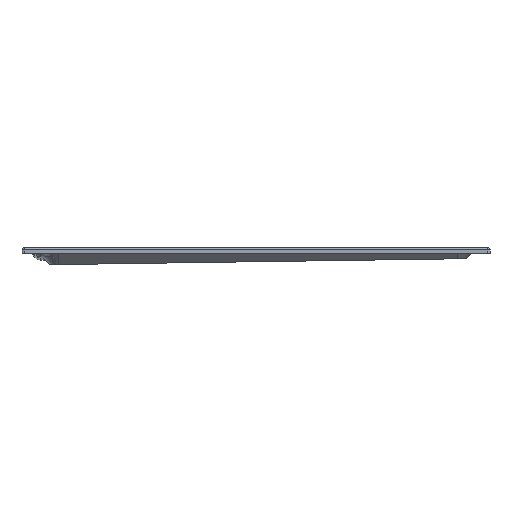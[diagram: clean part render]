
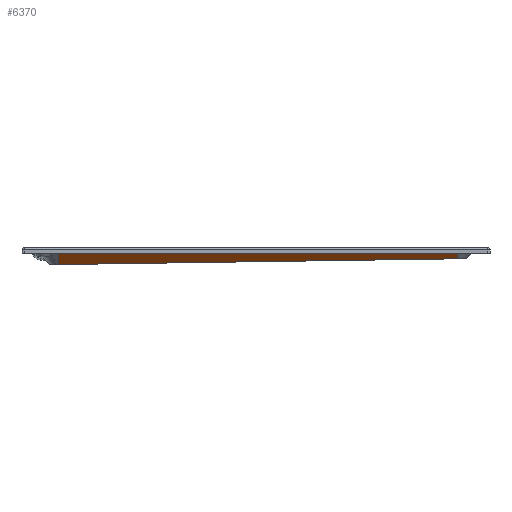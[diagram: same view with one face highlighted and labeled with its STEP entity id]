
A CAD part, front view. The second image highlights one B-rep face of the part: STEP entity #6370.
In plain terms, the highlighted face is planar.
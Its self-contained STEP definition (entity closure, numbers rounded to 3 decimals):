
#2159=CARTESIAN_POINT('',(-698.276,53.384,32.5));
#2160=VERTEX_POINT('',#2159);
#2161=CARTESIAN_POINT('',(-645.781,54.141,-20.0));
#2162=VERTEX_POINT('',#2161);
#2163=CARTESIAN_POINT('',(-645.781,54.141,-20.0));
#2164=DIRECTION('',(-0.707,-0.01,0.707));
#2165=VECTOR('',#2164,74.246);
#2166=LINE('',#2163,#2165);
#2167=EDGE_CURVE('',#2160,#2162,#2166,.F.);
#2591=CARTESIAN_POINT('',(-678.593,-1310.485,32.5));
#2592=VERTEX_POINT('',#2591);
#2593=CARTESIAN_POINT('',(-645.0,-1310.0,-1.096));
#2594=VERTEX_POINT('',#2593);
#2595=CARTESIAN_POINT('',(-645.0,-1310.0,-1.096));
#2596=DIRECTION('',(-0.707,-0.01,0.707));
#2597=VECTOR('',#2596,47.512);
#2598=LINE('',#2595,#2597);
#2599=EDGE_CURVE('',#2592,#2594,#2598,.F.);
#3653=CARTESIAN_POINT('',(-682.269,-1055.744,32.5));
#3654=VERTEX_POINT('',#3653);
#3655=CARTESIAN_POINT('',(-679.327,-1259.596,32.5));
#3656=VERTEX_POINT('',#3655);
#3664=CARTESIAN_POINT('',(-679.327,-1259.596,32.5));
#3665=CARTESIAN_POINT('',(-679.345,-1258.322,32.5));
#3666=CARTESIAN_POINT('',(-679.364,-1257.048,32.5));
#3667=CARTESIAN_POINT('',(-679.601,-1240.59,32.5));
#3668=CARTESIAN_POINT('',(-679.801,-1226.695,32.499));
#3669=CARTESIAN_POINT('',(-680.174,-1200.747,32.498));
#3670=CARTESIAN_POINT('',(-680.284,-1193.098,32.498));
#3671=CARTESIAN_POINT('',(-680.47,-1180.216,32.497));
#3672=CARTESIAN_POINT('',(-680.539,-1175.448,32.497));
#3673=CARTESIAN_POINT('',(-680.671,-1166.313,32.497));
#3674=CARTESIAN_POINT('',(-680.733,-1162.019,32.497));
#3675=CARTESIAN_POINT('',(-680.875,-1152.166,32.497));
#3676=CARTESIAN_POINT('',(-680.954,-1146.692,32.497));
#3677=CARTESIAN_POINT('',(-681.202,-1129.518,32.498));
#3678=CARTESIAN_POINT('',(-681.349,-1119.332,32.498));
#3679=CARTESIAN_POINT('',(-681.814,-1087.192,32.499));
#3680=CARTESIAN_POINT('',(-682.026,-1072.59,32.5));
#3681=CARTESIAN_POINT('',(-682.269,-1055.744,32.5));
#3682=B_SPLINE_CURVE_WITH_KNOTS('',3,(#3664,#3665,#3666,#3667,#3668,#3669,#3670,#3671,#3672,#3673,#3674,#3675,#3676,#3677,#3678,#3679,#3680,#3681),.UNSPECIFIED.,.F.,.U.,(4,2,2,2,2,2,2,2,4),(0.,0.382,4.938,7.056,8.321,9.457,10.911,13.969,18.74),.UNSPECIFIED.);
#3683=EDGE_CURVE('',#3654,#3656,#3682,.F.);
#6334=CARTESIAN_POINT('',(-645.0,0.0,-20.0));
#6335=DIRECTION('',(-0.707,-0.01,-0.707));
#6336=DIRECTION('',(-0.707,0.0,0.707));
#6337=AXIS2_PLACEMENT_3D('',#6334,#6335,#6336);
#6338=PLANE('',#6337);
#6339=CARTESIAN_POINT('',(-645.0,0.0,-20.0));
#6340=VERTEX_POINT('',#6339);
#6341=CARTESIAN_POINT('',(-645.781,54.141,-20.0));
#6342=DIRECTION('',(0.014,-1.,0.0));
#6343=VECTOR('',#6342,54.147);
#6344=LINE('',#6341,#6343);
#6345=EDGE_CURVE('',#6340,#2162,#6344,.F.);
#6346=ORIENTED_EDGE('',*,*,#6345,.F.);
#6347=CARTESIAN_POINT('',(-645.0,0.,-20.));
#6348=DIRECTION('',(0.0,-1.,0.014));
#6349=VECTOR('',#6348,1310.136);
#6350=LINE('',#6347,#6349);
#6351=EDGE_CURVE('',#2594,#6340,#6350,.F.);
#6352=ORIENTED_EDGE('',*,*,#6351,.F.);
#6353=ORIENTED_EDGE('',*,*,#2599,.F.);
#6354=CARTESIAN_POINT('',(-679.327,-1259.596,32.5));
#6355=DIRECTION('',(0.014,-1.,0.0));
#6356=VECTOR('',#6355,50.894);
#6357=LINE('',#6354,#6356);
#6358=EDGE_CURVE('',#3656,#2592,#6357,.T.);
#6359=ORIENTED_EDGE('',*,*,#6358,.F.);
#6360=ORIENTED_EDGE('',*,*,#3683,.F.);
#6361=CARTESIAN_POINT('',(-698.276,53.384,32.5));
#6362=DIRECTION('',(0.014,-1.,0.0));
#6363=VECTOR('',#6362,1109.243);
#6364=LINE('',#6361,#6363);
#6365=EDGE_CURVE('',#2160,#3654,#6364,.T.);
#6366=ORIENTED_EDGE('',*,*,#6365,.F.);
#6367=ORIENTED_EDGE('',*,*,#2167,.T.);
#6368=EDGE_LOOP('',(#6346,#6352,#6353,#6359,#6360,#6366,#6367));
#6369=FACE_OUTER_BOUND('',#6368,.T.);
#6370=ADVANCED_FACE('',(#6369),#6338,.T.);
